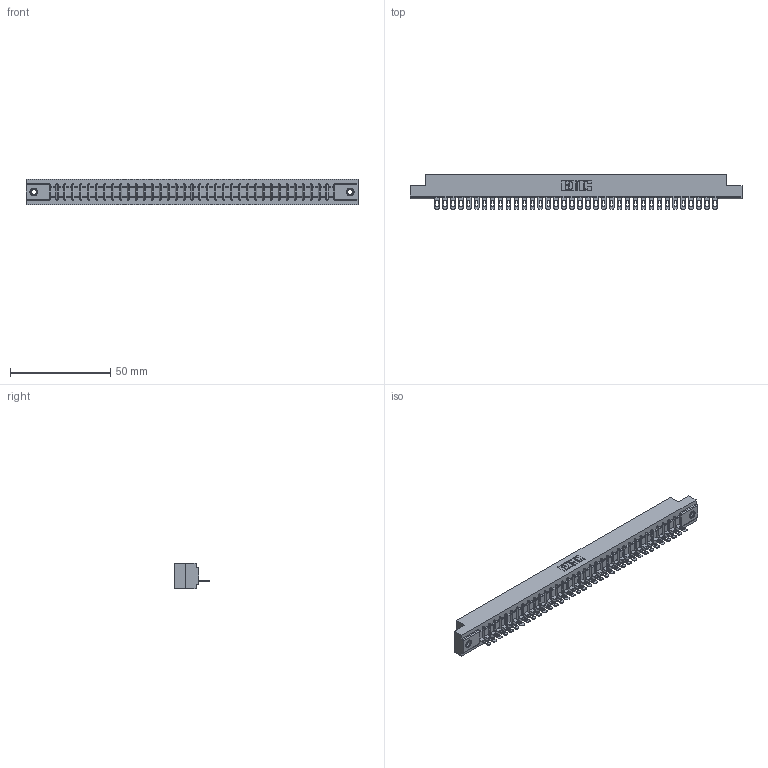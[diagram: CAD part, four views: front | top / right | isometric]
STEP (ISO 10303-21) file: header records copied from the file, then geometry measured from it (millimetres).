
FILE_DESCRIPTION (( 'STEP AP203' ), '1' );
FILE_NAME ('307-036-401-107.STEP', '2020-09-29T01:26:07', ( '' ), ( '' ), 'SwSTEP 2.0', 'SolidWorks 2020', '' );
FILE_SCHEMA (( 'CONFIG_CONTROL_DESIGN' ));
Length unit declared in the file: inch
Products named in the file (4): 307-036-401-107; 345-250-001_345-250-005-103; 307 Part_.156 Dia Mounting Holes; 307-290-002_501
Assembly tree (39 placements, depth 2):
  307-036-401-107
    307 Part_.156 Dia Mounting Holes
    307-290-002_501  x36
    345-250-001_345-250-005-103  x2
Bounding box: 165.66 x 17.42 x 12.7 mm (x, y, z)
Volume: 17700.7 mm3; surface area: 22400.4 mm2
Topology: 39 solids, 39 shells, 2951 faces, 9027 edges, 5910 vertices
Faces by surface type: plane 1686, cylinder 1175, sphere 74, cone 12, torus 4
Entity records: 33581 total; most frequent: CARTESIAN_POINT 5643, ORIENTED_EDGE 5626, DIRECTION 5499, EDGE_CURVE 2813, LINE 2147, VECTOR 2147, VERTEX_POINT 1820, AXIS2_PLACEMENT_3D 1676
